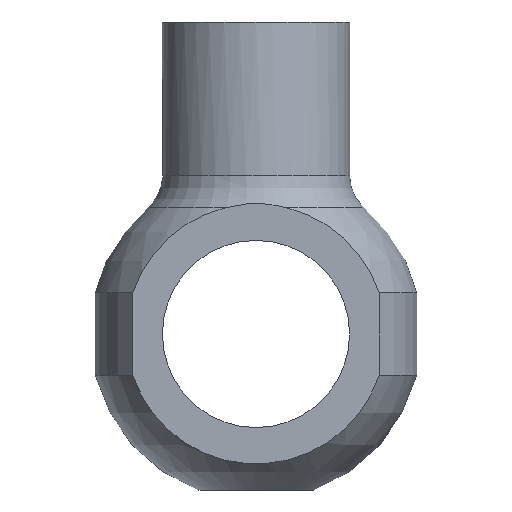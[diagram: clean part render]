
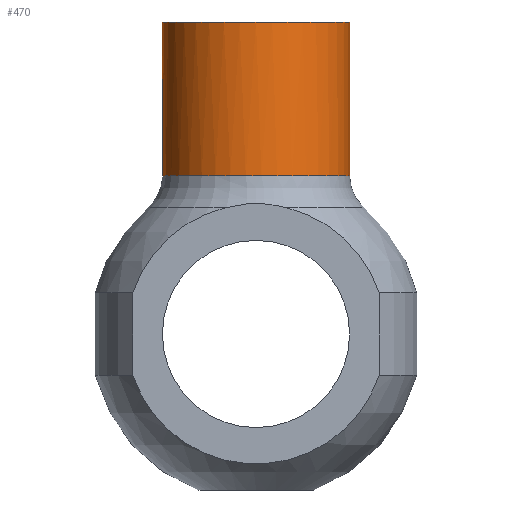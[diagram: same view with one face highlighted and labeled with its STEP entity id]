
A CAD part, front view. The second image highlights one B-rep face of the part: STEP entity #470.
In plain terms, the highlighted cylindrical face has radius 9 mm (diameter 18 mm), a full revolution.
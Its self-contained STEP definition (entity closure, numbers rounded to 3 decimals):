
#343=CARTESIAN_POINT('',(-0.498,10.807,30.0));
#344=VERTEX_POINT('',#343);
#345=CARTESIAN_POINT('',(-9.498,10.807,30.0));
#346=DIRECTION('',(0.0,0.0,-1.0));
#347=DIRECTION('',(-1.0,0.0,0.0));
#348=AXIS2_PLACEMENT_3D('',#345,#346,#347);
#349=CIRCLE('',#348,9.0);
#350=EDGE_CURVE('',#344,#344,#349,.T.);
#363=CARTESIAN_POINT('',(-0.498,10.807,15.199));
#364=VERTEX_POINT('',#363);
#365=CARTESIAN_POINT('',(-9.498,10.807,15.199));
#366=DIRECTION('',(0.0,0.0,-1.0));
#367=DIRECTION('',(-1.0,0.0,0.0));
#368=AXIS2_PLACEMENT_3D('',#365,#366,#367);
#369=CIRCLE('',#368,9.0);
#370=EDGE_CURVE('',#364,#364,#369,.T.);
#459=CARTESIAN_POINT('',(-9.498,10.807,0.0));
#460=DIRECTION('',(0.0,0.0,1.0));
#461=DIRECTION('',(-1.0,0.0,0.0));
#462=AXIS2_PLACEMENT_3D('',#459,#460,#461);
#463=CYLINDRICAL_SURFACE('',#462,9.0);
#464=ORIENTED_EDGE('',*,*,#350,.T.);
#465=EDGE_LOOP('',(#464));
#466=FACE_OUTER_BOUND('',#465,.T.);
#467=ORIENTED_EDGE('',*,*,#370,.F.);
#468=EDGE_LOOP('',(#467));
#469=FACE_BOUND('',#468,.T.);
#470=ADVANCED_FACE('',(#466,#469),#463,.T.);
